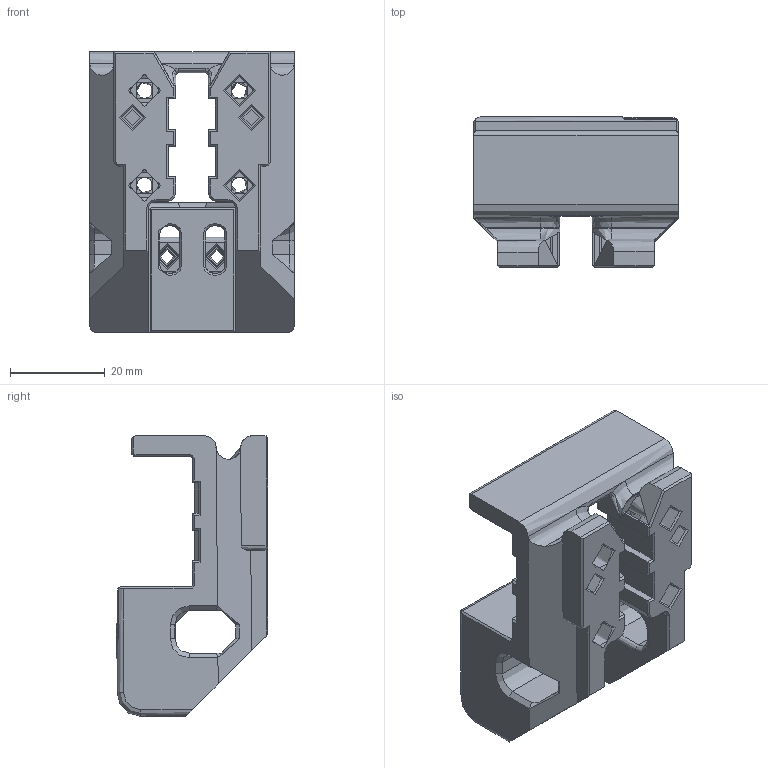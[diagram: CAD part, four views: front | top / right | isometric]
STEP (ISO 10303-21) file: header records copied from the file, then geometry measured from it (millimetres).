
FILE_DESCRIPTION(/* description */ (''),/* implementation_level */ '2;1');
FILE_NAME(/* name */ 'MGN12_X_Carriage.step',/* time_stamp */ '2023-10-03T10:51:05+01:00',/* author */ (''),/* organization */ (''),/* preprocessor_version */ 'ST-DEVELOPER v20',/* originating_system */ 'Autodesk Translation Framework v12.14.0.127',/* authorisation */ '');
FILE_SCHEMA (('AUTOMOTIVE_DESIGN { 1 0 10303 214 3 1 1 }'));
Length unit declared in the file: millimetre
Products named in the file (6): Alternative_Mounts_v7; Probe_Support; Probe_Bracket; Part38 (1); M3 Threaded Insert (1); MGN12_X_Carriage
Assembly tree (6 placements, depth 3):
  Alternative_Mounts_v7
    Probe_Support
    Probe_Bracket
      Part38 (1)
      M3 Threaded Insert (1)  x2
    MGN12_X_Carriage
Bounding box: 43.2 x 32 x 59.17 mm (x, y, z)
Volume: 32358.3 mm3
Topology: 5 solids, 6 shells, 851 faces, 2296 edges, 1455 vertices
Faces by surface type: plane 389, bspline 190, cylinder 177, cone 72, torus 22, sphere 1
Full cylindrical faces by diameter (mm): 1.9 x2, 2.9 x2, 3.4 x4, 3.5 x2, 4.1 x2, 4.25 x4, 4.7 x4, 6 x4
Entity records: 28507 total; most frequent: CARTESIAN_POINT 10728, ORIENTED_EDGE 3856, DIRECTION 3422, EDGE_CURVE 1928, VERTEX_POINT 1213, LINE 1166, VECTOR 1166, AXIS2_PLACEMENT_3D 1128
